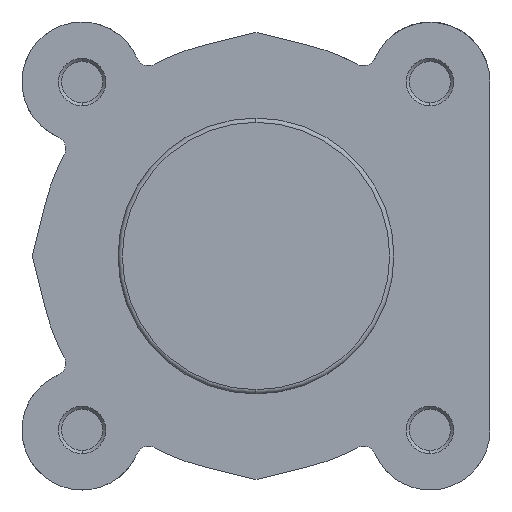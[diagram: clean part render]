
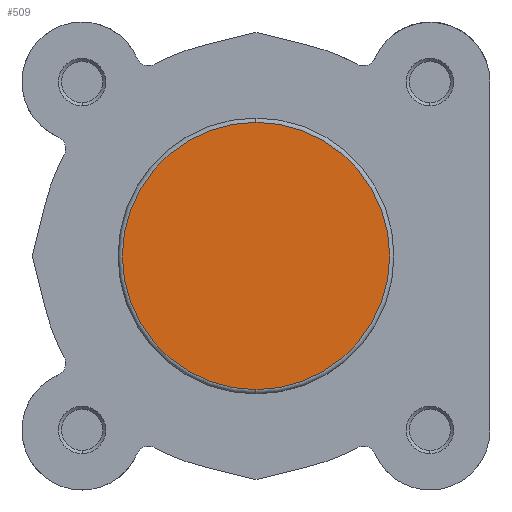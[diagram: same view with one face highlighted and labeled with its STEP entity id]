
A CAD part, left-side view. The second image highlights one B-rep face of the part: STEP entity #509.
In plain terms, the highlighted planar face has unit normal (-1, 0, 0).
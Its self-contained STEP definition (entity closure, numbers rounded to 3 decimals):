
#287 = FACE_OUTER_BOUND ( 'NONE', #7124, .T. ) ;
#509 = ADVANCED_FACE ( 'NONE', ( #287 ), #6325, .F. ) ;
#1317 = EDGE_CURVE ( 'NONE', #5465, #5464, #2530, .T. ) ;
#1397 = EDGE_CURVE ( 'NONE', #5464, #5465, #2656, .T. ) ;
#1826 = AXIS2_PLACEMENT_3D ( 'NONE', #6324, #6327, #6328 ) ;
#2045 = AXIS2_PLACEMENT_3D ( 'NONE', #3687, #3697, #3698 ) ;
#2078 = AXIS2_PLACEMENT_3D ( 'NONE', #3885, #3892, #3893 ) ;
#2530 = CIRCLE ( 'NONE', #2045, 21.7 ) ;
#2656 = CIRCLE ( 'NONE', #2078, 21.7 ) ;
#3687 = CARTESIAN_POINT ( 'NONE',  ( 0., 0., 0. ) ) ;
#3697 = DIRECTION ( 'NONE',  ( -1., 0., 0. ) ) ;
#3698 = DIRECTION ( 'NONE',  ( 0., 0., -1. ) ) ;
#3885 = CARTESIAN_POINT ( 'NONE',  ( 0., 0., 0. ) ) ;
#3892 = DIRECTION ( 'NONE',  ( -1., 0., 0. ) ) ;
#3893 = DIRECTION ( 'NONE',  ( 0., 0., -1. ) ) ;
#4799 = CARTESIAN_POINT ( 'NONE',  ( 0., 0., 21.7 ) ) ;
#4800 = CARTESIAN_POINT ( 'NONE',  ( 0., 0., -21.7 ) ) ;
#5173 = ORIENTED_EDGE ( 'NONE', *, *, #1397, .T. ) ;
#5183 = ORIENTED_EDGE ( 'NONE', *, *, #1317, .T. ) ;
#5464 = VERTEX_POINT ( 'NONE', #4799 ) ;
#5465 = VERTEX_POINT ( 'NONE', #4800 ) ;
#6324 = CARTESIAN_POINT ( 'NONE',  ( 0., 22.4, 0. ) ) ;
#6325 = PLANE ( 'NONE',  #1826 ) ;
#6327 = DIRECTION ( 'NONE',  ( 1., 0., 0. ) ) ;
#6328 = DIRECTION ( 'NONE',  ( 0., 0., -1. ) ) ;
#7124 = EDGE_LOOP ( 'NONE', ( #5183, #5173 ) ) ;
